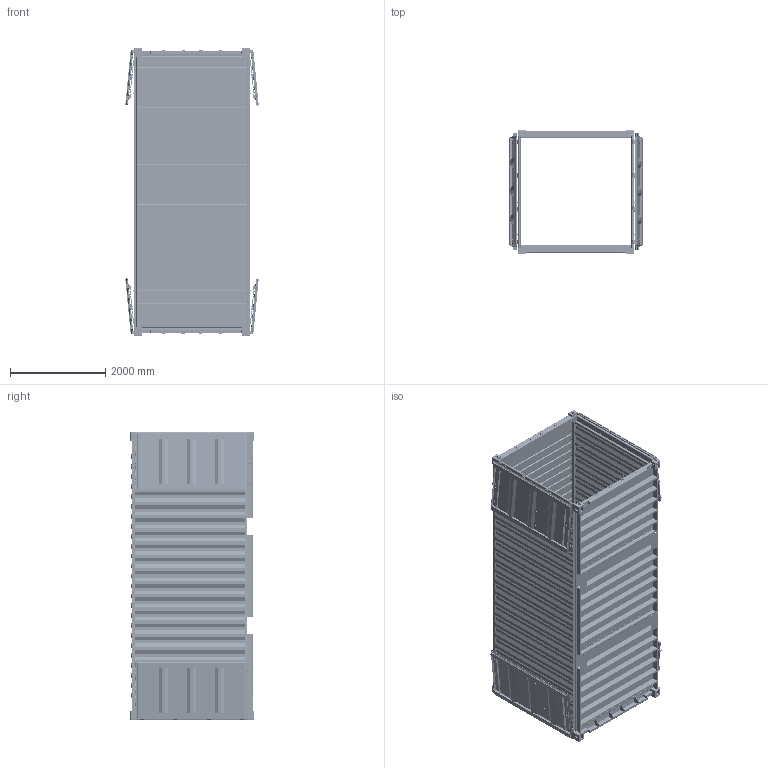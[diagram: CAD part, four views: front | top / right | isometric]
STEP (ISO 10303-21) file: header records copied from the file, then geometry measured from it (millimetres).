
FILE_DESCRIPTION(/* description */ ('SHIPPING CONTAINER'),/* implementation_level */ '2;1');
FILE_NAME(/* name */ 'SHIPPING CONTAINER.stp',/* time_stamp */ '2021-09-30T13:39:48-07:00',/* author */ ('Jakob.Adora'),/* organization */ (''),/* preprocessor_version */ 'ST-DEVELOPER v18.1',/* originating_system */ 'Autodesk Inventor 2022',/* authorisation */ '');
FILE_SCHEMA (('AUTOMOTIVE_DESIGN { 1 0 10303 214 3 1 1 }'));
Products named in the file (60): SHIPPING CONTAINER; CONTAINER BOTTOM LINEAR SUPPORT ASSY; CONTAINER BOTTOM LINEAR SUPPORT; CONTAINER BOTTOM LINEAR SUPPORT REINFORCEMENT; CONTAINER BOTTOM LINEAR SUPPORT FORK PLATE; CONTAINER BOTTOM FRONT ASSY; CONTAINER BOTTOM CROSS SUPPORT FRONT; CONTAINER BOTTOM FRONT FORK GUIDE; CONTAINER BOTTOM FRONT FORK GUIDE REINFORCEMENT; CONTAINER BOTTOM FRONT FORK GUIDE REINFORCEMENT 2; CONTAINER BOTTOM FRONT REINFORCEMENT; CONTAINER BOTTOM DOOR LOCK 2; CONTAINER BOTTOM CROSS BEAM 2; CONTAINER BOTTOM CROSS BEAM 2_1; CONTAINER BOTTOM CROSS BEAM 2 SUPPORT; CONTAINER BOTTOM CROSS BEAM; CONTAINER BOTTOM LINEAR SUPPORT FORK TOP; CONTAINER FRAME FOR DOOR 1; CONTAINER FRAME FOR DOOR 2; CONTAINER BOTTOM BLOCK 2; CONTAINER BOTTOM BLOCK 1; CONTAINER FRAME FOR DOOR TOP; CONTAINER FRAME FOR DOOR TOP_1; CONTAINER BOTTOM DOOR LOCK 1; CONTAINER FRAME FOR DOOR ROOF; CONTAINER FRAME FOR DOOR ROOF REINFORCEMENT 1; CONTAINER FRAME FOR DOOR ROOF REINFORCEMENT 2; CONTAINER WALL ROOF SUPPORT; CONTAINER ROOF PANEL; CONTAINER WALL; CONTAINER WALL_1; CONTAINER WALL VENT; CONTAINER WALL DOOR LATCH; CONTAINER FLOOR; P/O SHIPPING CONTAINER; CONTAINER DOOR HOLDER; CONTAINER DOOR HOLDER_1; P/O SHIPPING CONTAINER_1; CONTAINER DOOR HOLDER_2; CONTAINER DOOR HOLDER_3 ...
Assembly tree (198 placements, depth 4):
  SHIPPING CONTAINER
    CONTAINER BOTTOM LINEAR SUPPORT ASSY  x2
      CONTAINER BOTTOM LINEAR SUPPORT
      CONTAINER BOTTOM LINEAR SUPPORT REINFORCEMENT
      CONTAINER BOTTOM LINEAR SUPPORT FORK PLATE
    CONTAINER BOTTOM BLOCK 1  x4
    CONTAINER BOTTOM BLOCK 2  x4
    CONTAINER BOTTOM FRONT ASSY  x2
      CONTAINER BOTTOM CROSS SUPPORT FRONT
      CONTAINER BOTTOM FRONT FORK GUIDE
      CONTAINER BOTTOM FRONT FORK GUIDE REINFORCEMENT
      CONTAINER BOTTOM FRONT FORK GUIDE REINFORCEMENT 2
      CONTAINER BOTTOM FRONT REINFORCEMENT
      CONTAINER BOTTOM DOOR LOCK 1
      CONTAINER BOTTOM DOOR LOCK 2
    CONTAINER BOTTOM CROSS BEAM  x17
    CONTAINER BOTTOM CROSS BEAM 2  x2
      CONTAINER BOTTOM CROSS BEAM 2_1
      CONTAINER BOTTOM CROSS BEAM 2 SUPPORT
    CONTAINER BOTTOM LINEAR SUPPORT FORK TOP  x2
    CONTAINER FRAME FOR DOOR 1  x2
    CONTAINER FRAME FOR DOOR 2  x2
    CONTAINER FRAME FOR DOOR TOP  x2
      CONTAINER FRAME FOR DOOR TOP_1
      CONTAINER BOTTOM DOOR LOCK 1
      CONTAINER FRAME FOR DOOR ROOF
      CONTAINER FRAME FOR DOOR ROOF REINFORCEMENT 1
      CONTAINER FRAME FOR DOOR ROOF REINFORCEMENT 2
    CONTAINER WALL ROOF SUPPORT  x2
    CONTAINER ROOF PANEL
    CONTAINER WALL  x2
      CONTAINER WALL_1
      CONTAINER WALL VENT
      CONTAINER WALL DOOR LATCH
    CONTAINER FLOOR
    P/O SHIPPING CONTAINER
      CONTAINER DOOR HORIZ FRAME  x2
      CONTAINER DOOR VERT FRAME  x2
      CONTAINER DOOR CENTER SHEET
      CONTAINER DOOR HINGE  x4
      CONTAINER DOOR MECHANISM HOLDER LARGE  x4
      CONTAINER DOOR 1 GASKET
      CONTAINER DOOR MECHANISM 1  x2
      CONTAINER DOOR MECHANISM HANDLE  x2
      CONTAINER DOOR MECHANISM HOLDER SMALL  x2
      CONTAINER DOOR MECHANISM HANDLE LOCK  x2
      CONTAINER DOOR HOLDER
        CONTAINER DOOR HOLDER PART 1
        CONTAINER DOOR HOLDER PART 2
      CONTAINER DOOR HOLDER_1
        CONTAINER DOOR HOLDER PART 1
        CONTAINER DOOR HOLDER PART 2
    P/O SHIPPING CONTAINER_1
      CONTAINER DOOR HORIZ FRAME  x2
      CONTAINER DOOR VERT FRAME  x2
      CONTAINER DOOR CENTER SHEET
      CONTAINER DOOR HINGE  x4
      CONTAINER DOOR MECHANISM HOLDER LARGE  x4
      CONTAINER DOOR 2 GASKET
      CONTAINER DOOR MECHANISM 2  x2
Bounding box: 2804.91 x 2590.67 x 6056.38 mm (x, y, z)
Volume: 691705062.7 mm3; surface area: 204881389.5 mm2
Topology: 785 solids, 801 shells, 10004 faces, 23296 edges, 15216 vertices
Faces by surface type: plane 7790, cylinder 2090, cone 100, sphere 8, bspline 8, torus 8
Full cylindrical faces by diameter (mm): 2.921 x8, 3.175 x40, 3.429 x16, 4.775 x32, 5.334 x32, 5.588 x28, 6.35 x76, 6.756 x152, 6.858 x8, 8.128 x96, 9.144 x36, 9.525 x104, 9.779 x16, 10.084 x264, 10.16 x8, 10.312 x8, 11.176 x8, 12.573 x48, 12.7 x62, 13.97 x8, 15.748 x16, 15.875 x32, 19.05 x96, 21.59 x8, 25.4 x32, 34.29 x40, 47.752 x32
Entity records: 69918 total; most frequent: CARTESIAN_POINT 12190, DIRECTION 11514, ORIENTED_EDGE 10890, EDGE_CURVE 5445, LINE 4338, VECTOR 4338, AXIS2_PLACEMENT_3D 3588, VERTEX_POINT 3538
